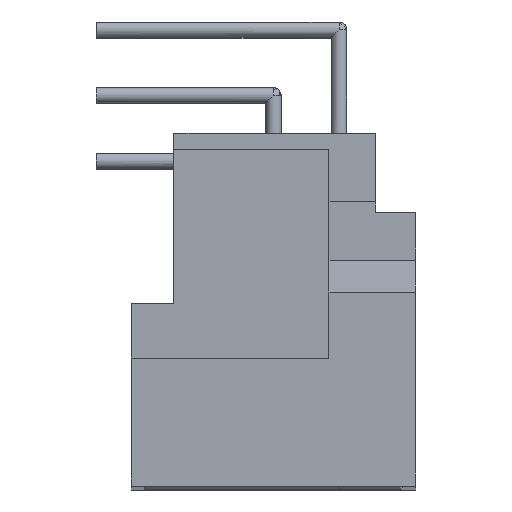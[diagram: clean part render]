
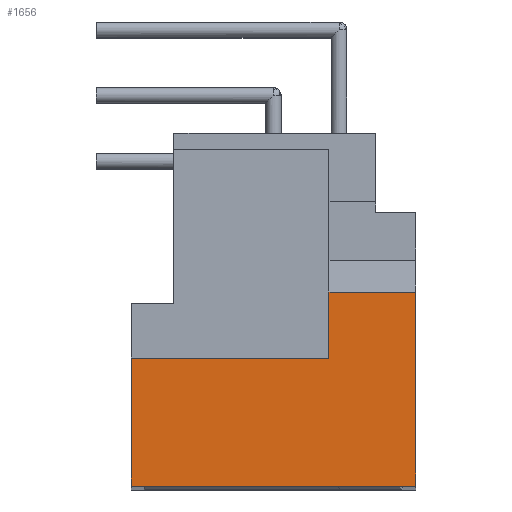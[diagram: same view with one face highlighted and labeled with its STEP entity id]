
A CAD part, top view. The second image highlights one B-rep face of the part: STEP entity #1656.
In plain terms, the highlighted planar face has unit normal (0, 0, 1).
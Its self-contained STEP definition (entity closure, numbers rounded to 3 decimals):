
#705=LINE('',#6645,#961);
#708=LINE('',#6652,#964);
#778=LINE('',#6944,#1034);
#780=LINE('',#6948,#1036);
#782=LINE('',#6952,#1038);
#783=LINE('',#6954,#1039);
#961=VECTOR('',#5411,1.);
#964=VECTOR('',#5416,1.);
#1034=VECTOR('',#5622,1.);
#1036=VECTOR('',#5626,1.);
#1038=VECTOR('',#5630,1.);
#1039=VECTOR('',#5631,1.);
#1246=PLANE('',#4746);
#1426=FACE_OUTER_BOUND('',#2339,.T.);
#1656=ADVANCED_FACE('',(#1426),#1246,.T.);
#2339=EDGE_LOOP('',(#3004,#3005,#3006,#3007,#3008,#3009));
#3004=ORIENTED_EDGE('',*,*,#3996,.T.);
#3005=ORIENTED_EDGE('',*,*,#3994,.F.);
#3006=ORIENTED_EDGE('',*,*,#3891,.F.);
#3007=ORIENTED_EDGE('',*,*,#3894,.F.);
#3008=ORIENTED_EDGE('',*,*,#3998,.T.);
#3009=ORIENTED_EDGE('',*,*,#3999,.T.);
#3529=VERTEX_POINT('',#6644);
#3530=VERTEX_POINT('',#6646);
#3532=VERTEX_POINT('',#6651);
#3603=VERTEX_POINT('',#6945);
#3604=VERTEX_POINT('',#6949);
#3605=VERTEX_POINT('',#6953);
#3891=EDGE_CURVE('',#3529,#3530,#705,.T.);
#3894=EDGE_CURVE('',#3532,#3529,#708,.T.);
#3994=EDGE_CURVE('',#3530,#3603,#778,.T.);
#3996=EDGE_CURVE('',#3604,#3603,#780,.T.);
#3998=EDGE_CURVE('',#3532,#3605,#782,.T.);
#3999=EDGE_CURVE('',#3605,#3604,#783,.T.);
#4746=AXIS2_PLACEMENT_3D('',#6955,#5632,#5633);
#5411=DIRECTION('',(-1.,0.,0.));
#5416=DIRECTION('',(0.,-1.,0.));
#5622=DIRECTION('',(0.,1.,0.));
#5626=DIRECTION('',(-1.,0.,0.));
#5630=DIRECTION('',(-1.,0.,0.));
#5631=DIRECTION('',(0.,-1.,0.));
#5632=DIRECTION('',(0.,0.,1.));
#5633=DIRECTION('',(1.,0.,0.));
#6644=CARTESIAN_POINT('',(5.5,0.,87.5));
#6645=CARTESIAN_POINT('',(5.5,0.,87.5));
#6646=CARTESIAN_POINT('',(-5.5,0.,87.5));
#6651=CARTESIAN_POINT('',(5.5,7.502,87.5));
#6652=CARTESIAN_POINT('',(5.5,7.502,87.5));
#6944=CARTESIAN_POINT('',(-5.5,0.,87.5));
#6945=CARTESIAN_POINT('',(-5.5,4.95,87.5));
#6948=CARTESIAN_POINT('',(2.15,4.95,87.5));
#6949=CARTESIAN_POINT('',(2.15,4.95,87.5));
#6952=CARTESIAN_POINT('',(5.5,7.502,87.5));
#6953=CARTESIAN_POINT('',(2.15,7.502,87.5));
#6954=CARTESIAN_POINT('',(2.15,7.502,87.5));
#6955=CARTESIAN_POINT('',(-6.05,-0.55,87.5));
